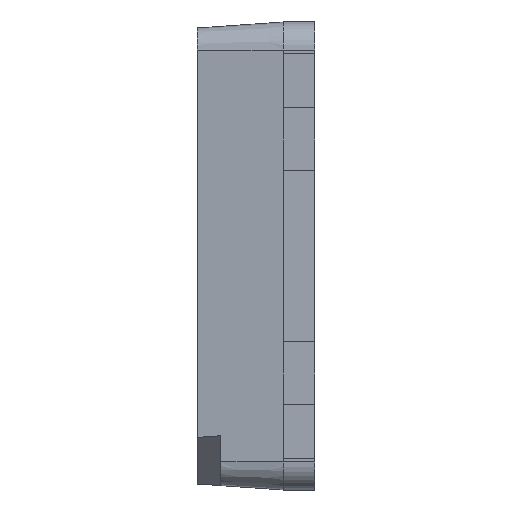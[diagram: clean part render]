
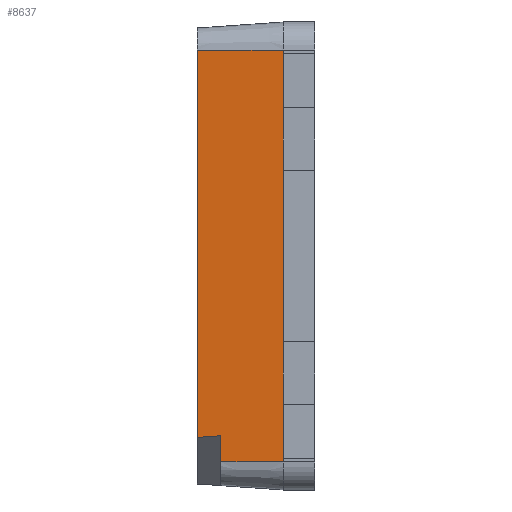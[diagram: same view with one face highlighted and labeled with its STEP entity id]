
A CAD part, left-side view. The second image highlights one B-rep face of the part: STEP entity #8637.
In plain terms, the highlighted planar face has unit normal (-0.998, 0.07, 0).
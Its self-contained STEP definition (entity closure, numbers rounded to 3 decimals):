
#142 = CARTESIAN_POINT ( 'NONE',  ( -1.462, 0.75, 1.32 ) ) ;
#228 = LINE ( 'NONE', #5569, #7531 ) ;
#355 = VECTOR ( 'NONE', #5838, 1000. ) ;
#365 = CARTESIAN_POINT ( 'NONE',  ( -1.5, 0.2, 1.32 ) ) ;
#380 = CARTESIAN_POINT ( 'NONE',  ( -1.5, 0.2, -0.95 ) ) ;
#574 = ORIENTED_EDGE ( 'NONE', *, *, #1459, .T. ) ;
#692 = ORIENTED_EDGE ( 'NONE', *, *, #3133, .T. ) ;
#1046 = VECTOR ( 'NONE', #7043, 1000. ) ;
#1097 = VERTEX_POINT ( 'NONE', #7692 ) ;
#1162 = FACE_OUTER_BOUND ( 'NONE', #2474, .T. ) ;
#1322 = ORIENTED_EDGE ( 'NONE', *, *, #6223, .T. ) ;
#1459 = EDGE_CURVE ( 'NONE', #3832, #4102, #1994, .T. ) ;
#1468 = VERTEX_POINT ( 'NONE', #142 ) ;
#1655 = CARTESIAN_POINT ( 'NONE',  ( -1.5, 0.2, -1.32 ) ) ;
#1711 = ORIENTED_EDGE ( 'NONE', *, *, #4863, .T. ) ;
#1768 = ORIENTED_EDGE ( 'NONE', *, *, #2191, .F. ) ;
#1818 = VERTEX_POINT ( 'NONE', #5845 ) ;
#1832 = CARTESIAN_POINT ( 'NONE',  ( -1.5, 0.2, 1.32 ) ) ;
#1994 = LINE ( 'NONE', #6760, #6682 ) ;
#2104 = EDGE_CURVE ( 'NONE', #1097, #1468, #7119, .T. ) ;
#2117 = DIRECTION ( 'NONE',  ( -0.07, -0.998, 0. ) ) ;
#2191 = EDGE_CURVE ( 'NONE', #1468, #3516, #228, .T. ) ;
#2276 = VERTEX_POINT ( 'NONE', #4597 ) ;
#2387 = CARTESIAN_POINT ( 'NONE',  ( -1.5, 0.2, 1.32 ) ) ;
#2392 = ORIENTED_EDGE ( 'NONE', *, *, #5039, .F. ) ;
#2402 = CARTESIAN_POINT ( 'NONE',  ( -1.5, 0.2, 1.32 ) ) ;
#2468 = CARTESIAN_POINT ( 'NONE',  ( -1.5, 0.2, 0.55 ) ) ;
#2474 = EDGE_LOOP ( 'NONE', ( #5042, #4437, #5687, #4876, #574, #8575, #6465, #2392, #1711, #692, #1322, #1768 ) ) ;
#2571 = AXIS2_PLACEMENT_3D ( 'NONE', #4342, #6416, #7185 ) ;
#2603 = VECTOR ( 'NONE', #4288, 1000. ) ;
#2672 = EDGE_CURVE ( 'NONE', #8072, #2276, #8340, .T. ) ;
#2927 = LINE ( 'NONE', #4063, #5855 ) ;
#3030 = DIRECTION ( 'NONE',  ( 0., 0., 1. ) ) ;
#3133 = EDGE_CURVE ( 'NONE', #3829, #6731, #3776, .T. ) ;
#3247 = VECTOR ( 'NONE', #7061, 1000. ) ;
#3516 = VERTEX_POINT ( 'NONE', #4142 ) ;
#3591 = LINE ( 'NONE', #2468, #355 ) ;
#3632 = CARTESIAN_POINT ( 'NONE',  ( -1.462, 0.75, -1.32 ) ) ;
#3679 = PLANE ( 'NONE',  #2571 ) ;
#3776 = LINE ( 'NONE', #1832, #7622 ) ;
#3801 = CARTESIAN_POINT ( 'NONE',  ( -1.5, 0.2, 1.32 ) ) ;
#3829 = VERTEX_POINT ( 'NONE', #4943 ) ;
#3832 = VERTEX_POINT ( 'NONE', #1655 ) ;
#4029 = VERTEX_POINT ( 'NONE', #8539 ) ;
#4063 = CARTESIAN_POINT ( 'NONE',  ( -1.5, 0.2, -1.32 ) ) ;
#4070 = VECTOR ( 'NONE', #4941, 1000. ) ;
#4102 = VERTEX_POINT ( 'NONE', #6534 ) ;
#4142 = CARTESIAN_POINT ( 'NONE',  ( -1.5, 0.2, 1.32 ) ) ;
#4288 = DIRECTION ( 'NONE',  ( 0., 0., 1. ) ) ;
#4309 = LINE ( 'NONE', #7805, #7662 ) ;
#4320 = DIRECTION ( 'NONE',  ( 0., 0., 1. ) ) ;
#4342 = CARTESIAN_POINT ( 'NONE',  ( -1.5, 0.2, -1.32 ) ) ;
#4437 = ORIENTED_EDGE ( 'NONE', *, *, #4898, .T. ) ;
#4563 = CARTESIAN_POINT ( 'NONE',  ( -1.472, 0.6, -1.152 ) ) ;
#4597 = CARTESIAN_POINT ( 'NONE',  ( -1.472, 0.6, -1.32 ) ) ;
#4644 = EDGE_CURVE ( 'NONE', #2276, #3832, #2927, .T. ) ;
#4801 = EDGE_CURVE ( 'NONE', #6219, #4029, #5841, .T. ) ;
#4863 = EDGE_CURVE ( 'NONE', #1818, #3829, #7419, .T. ) ;
#4876 = ORIENTED_EDGE ( 'NONE', *, *, #4644, .T. ) ;
#4898 = EDGE_CURVE ( 'NONE', #1097, #8072, #4309, .T. ) ;
#4941 = DIRECTION ( 'NONE',  ( 0., 0., -1. ) ) ;
#4943 = CARTESIAN_POINT ( 'NONE',  ( -1.5, 0.2, 0.95 ) ) ;
#5039 = EDGE_CURVE ( 'NONE', #1818, #4029, #3591, .T. ) ;
#5042 = ORIENTED_EDGE ( 'NONE', *, *, #2104, .F. ) ;
#5111 = DIRECTION ( 'NONE',  ( -0.07, -0.995, 0.07 ) ) ;
#5507 = EDGE_CURVE ( 'NONE', #4102, #6219, #7134, .T. ) ;
#5569 = CARTESIAN_POINT ( 'NONE',  ( -1.5, 0.2, 1.32 ) ) ;
#5687 = ORIENTED_EDGE ( 'NONE', *, *, #2672, .T. ) ;
#5838 = DIRECTION ( 'NONE',  ( 0., 0., -1. ) ) ;
#5841 = LINE ( 'NONE', #2402, #2603 ) ;
#5842 = DIRECTION ( 'NONE',  ( 0., 0., 1. ) ) ;
#5845 = CARTESIAN_POINT ( 'NONE',  ( -1.5, 0.2, 0.55 ) ) ;
#5855 = VECTOR ( 'NONE', #2117, 1000. ) ;
#6170 = CARTESIAN_POINT ( 'NONE',  ( -1.472, 0.6, -1.32 ) ) ;
#6219 = VERTEX_POINT ( 'NONE', #380 ) ;
#6223 = EDGE_CURVE ( 'NONE', #6731, #3516, #7218, .T. ) ;
#6416 = DIRECTION ( 'NONE',  ( -0.998, 0.07, 0. ) ) ;
#6465 = ORIENTED_EDGE ( 'NONE', *, *, #4801, .T. ) ;
#6534 = CARTESIAN_POINT ( 'NONE',  ( -1.5, 0.2, -1.3 ) ) ;
#6682 = VECTOR ( 'NONE', #7395, 1000. ) ;
#6731 = VERTEX_POINT ( 'NONE', #7660 ) ;
#6760 = CARTESIAN_POINT ( 'NONE',  ( -1.5, 0.2, 1.32 ) ) ;
#6949 = DIRECTION ( 'NONE',  ( -0.07, -0.998, 0. ) ) ;
#7043 = DIRECTION ( 'NONE',  ( 0., 0., 1. ) ) ;
#7061 = DIRECTION ( 'NONE',  ( 0., 0., 1. ) ) ;
#7119 = LINE ( 'NONE', #3632, #7743 ) ;
#7134 = LINE ( 'NONE', #3801, #7652 ) ;
#7185 = DIRECTION ( 'NONE',  ( -0.07, -0.998, 0. ) ) ;
#7218 = LINE ( 'NONE', #2387, #3247 ) ;
#7395 = DIRECTION ( 'NONE',  ( 0., 0., 1. ) ) ;
#7419 = LINE ( 'NONE', #365, #1046 ) ;
#7531 = VECTOR ( 'NONE', #6949, 1000. ) ;
#7622 = VECTOR ( 'NONE', #5842, 1000. ) ;
#7652 = VECTOR ( 'NONE', #3030, 1000. ) ;
#7660 = CARTESIAN_POINT ( 'NONE',  ( -1.5, 0.2, 1.3 ) ) ;
#7662 = VECTOR ( 'NONE', #5111, 1000. ) ;
#7692 = CARTESIAN_POINT ( 'NONE',  ( -1.462, 0.75, -1.163 ) ) ;
#7743 = VECTOR ( 'NONE', #4320, 1000. ) ;
#7805 = CARTESIAN_POINT ( 'NONE',  ( -1.499, 0.214, -1.125 ) ) ;
#8072 = VERTEX_POINT ( 'NONE', #4563 ) ;
#8340 = LINE ( 'NONE', #6170, #4070 ) ;
#8539 = CARTESIAN_POINT ( 'NONE',  ( -1.5, 0.2, -0.55 ) ) ;
#8575 = ORIENTED_EDGE ( 'NONE', *, *, #5507, .T. ) ;
#8637 = ADVANCED_FACE ( 'NONE', ( #1162 ), #3679, .T. ) ;
